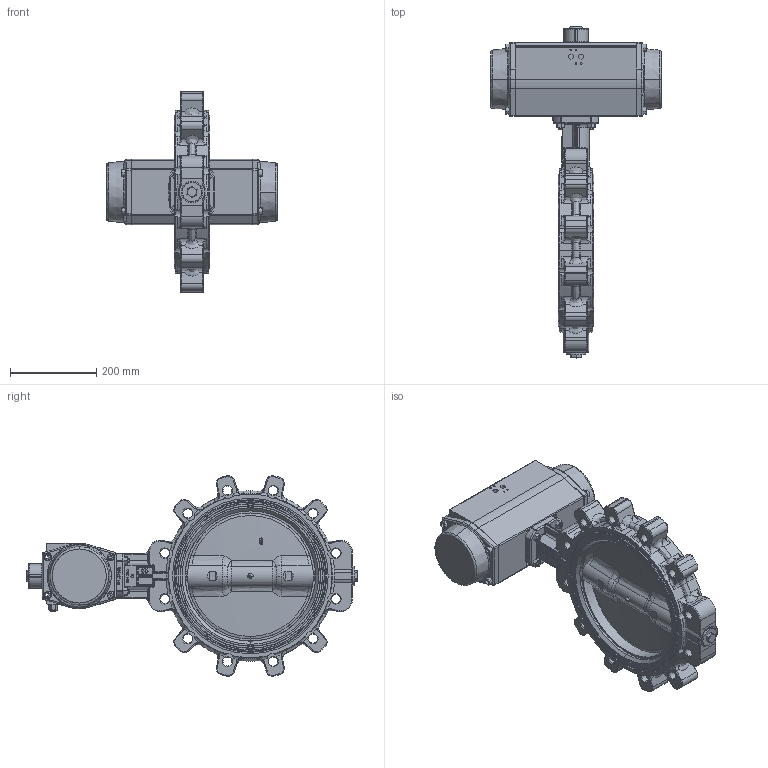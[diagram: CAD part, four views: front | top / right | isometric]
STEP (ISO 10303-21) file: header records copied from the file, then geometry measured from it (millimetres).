
FILE_DESCRIPTION (( 'STEP AP203' ), '1' );
FILE_NAME ('AK02_DN300_GD_pneu..STEP', '2022-11-04T07:36:39', ( '' ), ( '' ), 'SwSTEP 2.0', 'SolidWorks 2021', '' );
FILE_SCHEMA (( 'CONFIG_CONTROL_DESIGN' ));
Length unit declared in the file: metre
Products named in the file (1): AK02_DN300_GD_pneu.
Bounding box: 395 x 768.19 x 464.27 mm (x, y, z)
Topology: 0 solids, 345 shells, 1500 faces, 4874 edges, 3576 vertices
Faces by surface type: cylinder 466, plane 304, bspline 295, torus 252, cone 136, sphere 47
Entity records: 100477 total; most frequent: CARTESIAN_POINT 61329, DIRECTION 7705, ORIENTED_EDGE 7298, EDGE_CURVE 4745, VERTEX_POINT 3573, AXIS2_PLACEMENT_3D 3051, CIRCLE 1846, EDGE_LOOP 1643
